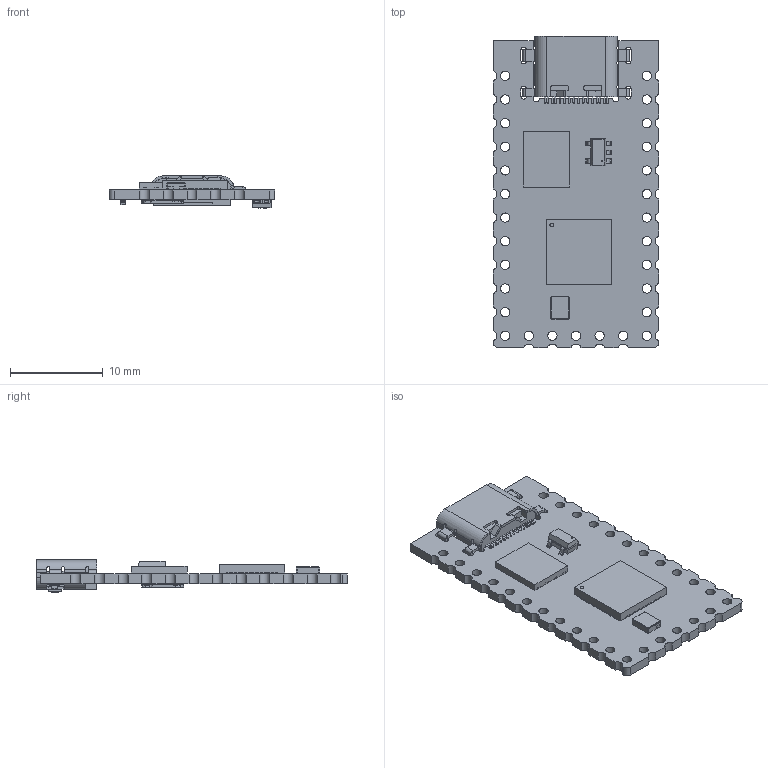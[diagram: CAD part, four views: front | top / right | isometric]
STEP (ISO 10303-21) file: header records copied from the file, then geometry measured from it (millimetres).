
FILE_DESCRIPTION(/* description */ (''),/* implementation_level */ '2;1');
FILE_NAME(/* name */ 'Liatris.step',/* time_stamp */ '2023-05-30T15:31:58+02:00',/* author */ (''),/* organization */ (''),/* preprocessor_version */ 'ST-DEVELOPER v19.2',/* originating_system */ 'Autodesk Translation Framework v12.4.0.73',/* authorisation */ '');
FILE_SCHEMA (('AUTOMOTIVE_DESIGN { 1 0 10303 214 3 1 1 }'));
Length unit declared in the file: millimetre
Products named in the file (18): Liatris; XC6220B361MR-G; COMPOUND (1); RP2040_QFN-56; COMPOUND (2); Crystal_SMD_2520-4Pin_2.5x2.0mm; COMPOUND (3); WSON-8-1EP_6x5mm_P1.27mm_EP3.4x4mm; COMPOUND (4); USB_C_Receptable_Midmount_1.6mm; COMPOUND (5); WS2812_2020; COMPOUND (6); SKRMAA; SOLID (5); LED_0402_1005Metric; SOLID (6); RP2040 PCB
Assembly tree (17 placements, depth 3):
  Liatris
    XC6220B361MR-G
      COMPOUND (1)
    RP2040_QFN-56
      COMPOUND (2)
    Crystal_SMD_2520-4Pin_2.5x2.0mm
      COMPOUND (3)
    WSON-8-1EP_6x5mm_P1.27mm_EP3.4x4mm
      COMPOUND (4)
    USB_C_Receptable_Midmount_1.6mm
      COMPOUND (5)
    WS2812_2020
      COMPOUND (6)
    SKRMAA
      SOLID (5)
    LED_0402_1005Metric
      SOLID (6)
    RP2040 PCB
Bounding box: 17.78 x 33.45 x 3.44 mm (x, y, z)
Volume: 707.3 mm3; surface area: 2071.3 mm2
Topology: 51 solids, 51 shells, 1405 faces, 3629 edges, 2355 vertices
Faces by surface type: plane 1059, cylinder 339, cone 6, sphere 1
Full cylindrical faces by diameter (mm): 0.083 x1, 0.22 x8, 0.35 x9, 0.4 x1, 1 x29
Entity records: 43715 total; most frequent: CARTESIAN_POINT 7646, ORIENTED_EDGE 7258, DIRECTION 7186, EDGE_CURVE 3629, LINE 2920, VECTOR 2920, VERTEX_POINT 2355, AXIS2_PLACEMENT_3D 2133
